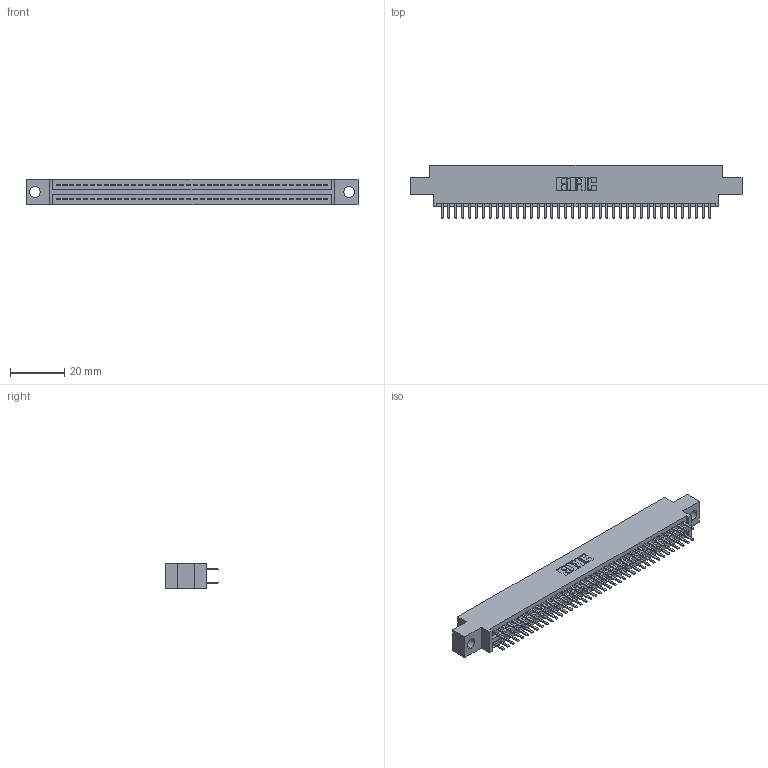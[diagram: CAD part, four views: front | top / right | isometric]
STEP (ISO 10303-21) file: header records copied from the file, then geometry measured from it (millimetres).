
FILE_DESCRIPTION (( 'STEP AP203' ), '1' );
FILE_NAME ('345-080-520-804.STEP', '2018-10-03T15:36:51', ( '' ), ( '' ), 'SwSTEP 2.0', 'SolidWorks 2016', '' );
FILE_SCHEMA (( 'CONFIG_CONTROL_DESIGN' ));
Length unit declared in the file: inch
Products named in the file (3): 345-292-001_345-293-120; 345 Part_0.170 Offset - 0.156 Dia-TH; 345-080-520-804
Assembly tree (81 placements, depth 2):
  345-080-520-804
    345 Part_0.170 Offset - 0.156 Dia-TH
    345-292-001_345-293-120  x80
Bounding box: 122.81 x 19.68 x 9.4 mm (x, y, z)
Volume: 11674.8 mm3; surface area: 17102.5 mm2
Topology: 81 solids, 81 shells, 4450 faces, 12913 edges, 8394 vertices
Faces by surface type: plane 2884, cylinder 1566
Entity records: 31903 total; most frequent: CARTESIAN_POINT 5364, ORIENTED_EDGE 5286, DIRECTION 4719, EDGE_CURVE 2643, VECTOR 2347, LINE 2347, VERTEX_POINT 1758, AXIS2_PLACEMENT_3D 1186
